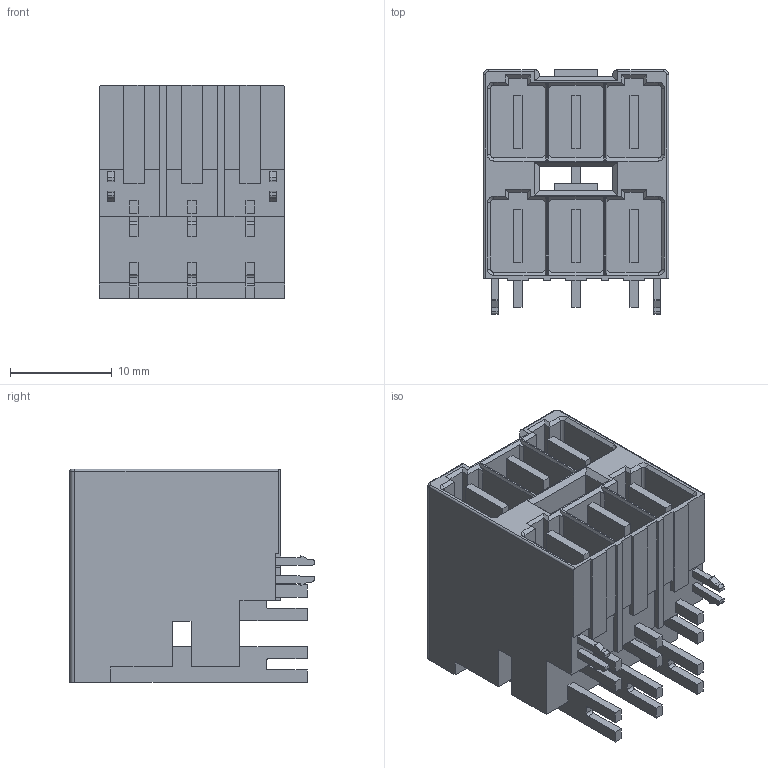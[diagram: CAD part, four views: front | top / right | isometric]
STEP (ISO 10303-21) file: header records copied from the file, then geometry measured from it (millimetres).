
FILE_DESCRIPTION((''),'2;1');
FILE_NAME('C-2204535-1','2018-02-02T',('workeradm'),('TE Connectivity Ltd.'),'CREO PARAMETRIC BY PTC INC, 2016050','CREO PARAMETRIC BY PTC INC, 2016050','');
FILE_SCHEMA(('AUTOMOTIVE_DESIGN { 1 0 10303 214 1 1 1 1 }'));
Length unit declared in the file: millimetre
Products named in the file (1): C-2204535-1
Bounding box: 18.2 x 24.01 x 20.95 mm (x, y, z)
Volume: 4984.5 mm3; surface area: 4717.1 mm2
Topology: 1 solids, 1 shells, 352 faces, 966 edges, 630 vertices
Faces by surface type: plane 309, cylinder 33, cone 8, torus 2
Entity records: 13931 total; most frequent: CARTESIAN_POINT 1979, ORIENTED_EDGE 1932, DIRECTION 1736, PRESENTATION_STYLE_ASSIGNMENT 967, STYLED_ITEM 967, CURVE_STYLE 966, EDGE_CURVE 966, VECTOR 888
